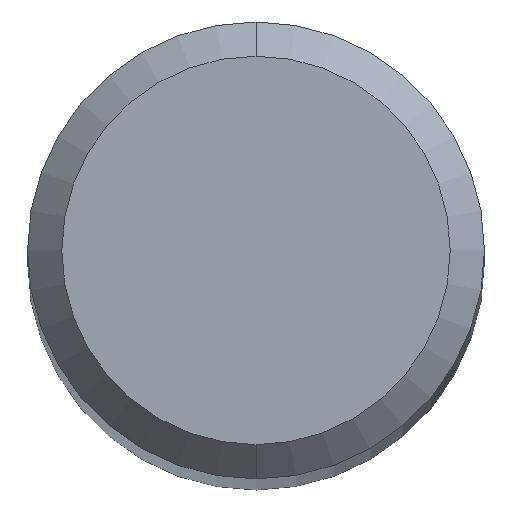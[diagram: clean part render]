
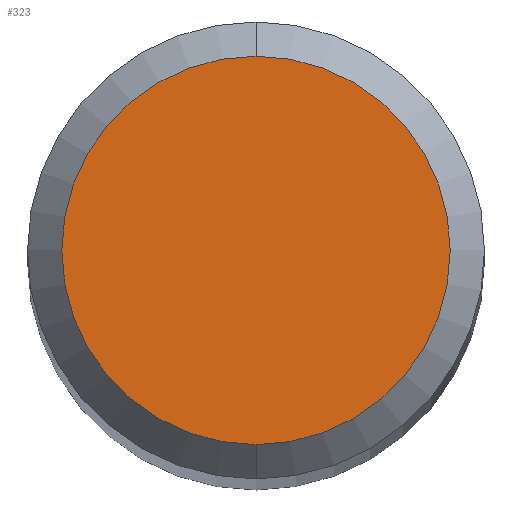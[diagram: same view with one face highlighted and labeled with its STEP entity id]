
A CAD part, top view. The second image highlights one B-rep face of the part: STEP entity #323.
In plain terms, the highlighted planar face has unit normal (0, 0, 1).
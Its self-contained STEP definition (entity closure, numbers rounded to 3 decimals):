
#203=VERTEX_POINT('',#515);
#323=ADVANCED_FACE('',(#645),#646,.T.);
#337=EDGE_CURVE('',#203,#375,#661,.T.);
#375=VERTEX_POINT('',#702);
#405=EDGE_CURVE('',#375,#203,#735,.T.);
#515=CARTESIAN_POINT('',(0.0,1.7,0.0));
#645=FACE_OUTER_BOUND('',#1106,.T.);
#646=PLANE('',#1107);
#661=CIRCLE('',#1126,1.7);
#702=CARTESIAN_POINT('',(0.,-1.7,0.0));
#735=CIRCLE('',#1320,1.7);
#1106=EDGE_LOOP('',(#1617,#1618));
#1107=AXIS2_PLACEMENT_3D('',#1619,#1620,#1621);
#1126=AXIS2_PLACEMENT_3D('',#1635,#1636,#1637);
#1320=AXIS2_PLACEMENT_3D('',#1721,#1722,#1723);
#1617=ORIENTED_EDGE('',*,*,#337,.F.);
#1618=ORIENTED_EDGE('',*,*,#405,.F.);
#1619=CARTESIAN_POINT('',(0.0,0.85,0.0));
#1620=DIRECTION('',(-0.0,0.0,1.0));
#1621=DIRECTION('',(0.0,-1.0,0.0));
#1635=CARTESIAN_POINT('',(0.0,0.0,0.0));
#1636=DIRECTION('',(0.0,0.0,-1.0));
#1637=DIRECTION('',(0.0,1.0,0.0));
#1721=CARTESIAN_POINT('',(0.0,0.0,0.0));
#1722=DIRECTION('',(0.0,0.0,-1.0));
#1723=DIRECTION('',(0.0,1.0,0.0));
